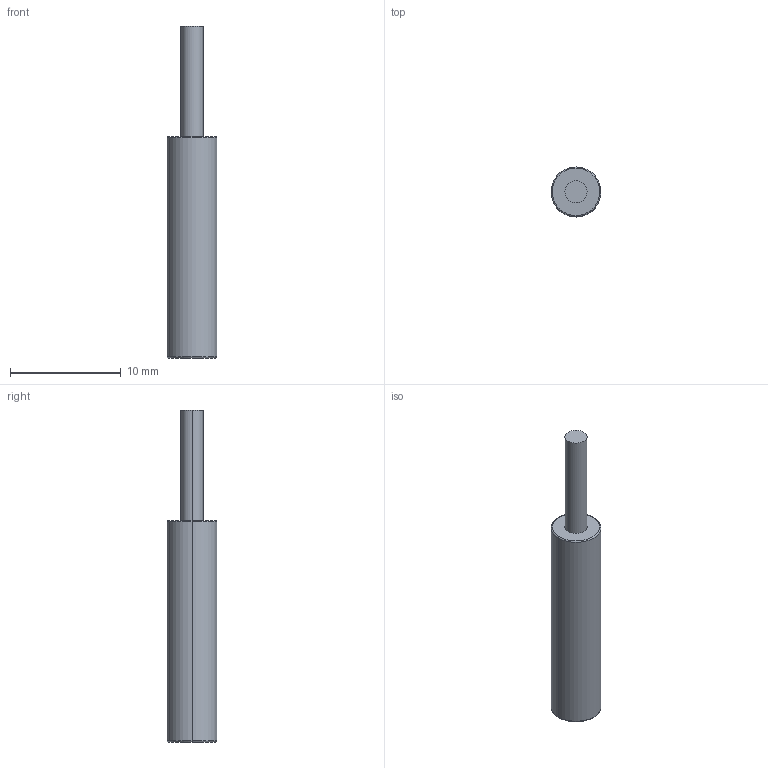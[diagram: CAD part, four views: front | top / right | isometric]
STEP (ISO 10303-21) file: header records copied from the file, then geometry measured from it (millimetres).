
FILE_DESCRIPTION((''),'2;1');
FILE_NAME('PRT0002_SW0001','2012-03-01T',('dhelisch'),(''),'PRO/ENGINEER BY PARAMETRIC TECHNOLOGY CORPORATION, 2007250','PRO/ENGINEER BY PARAMETRIC TECHNOLOGY CORPORATION, 2007250','');
FILE_SCHEMA(('CONFIG_CONTROL_DESIGN'));
Length unit declared in the file: millimetre
Products named in the file (1): PRT0002_SW0001
Bounding box: 4.5 x 4.5 x 30 mm (x, y, z)
Surface area: 379.3 mm2 (no closed solid volume)
Topology: 0 solids, 2 shells, 11 faces, 20 edges, 12 vertices
Faces by surface type: torus 4, cylinder 4, plane 3
Entity records: 488 total; most frequent: COLOUR_RGB 76, DIRECTION 58, CARTESIAN_POINT 43, ORIENTED_EDGE 38, AXIS2_PLACEMENT_3D 27, EDGE_CURVE 20, CIRCLE 16, FILL_AREA_STYLE_COLOUR 14
